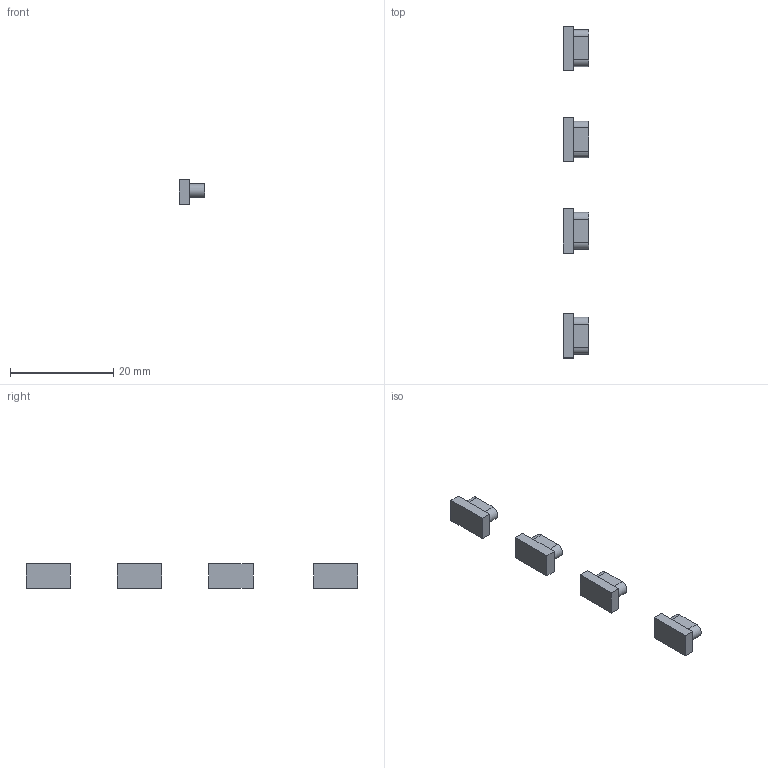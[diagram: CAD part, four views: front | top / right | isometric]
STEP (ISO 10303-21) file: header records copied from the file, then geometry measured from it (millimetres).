
FILE_DESCRIPTION (( 'STEP AP203' ), '1' );
FILE_NAME ('Paperd.ink_rev4_switch.STEP', '2021-08-23T10:19:49', ( '' ), ( '' ), 'SwSTEP 2.0', 'SolidWorks 2019', '' );
FILE_SCHEMA (( 'CONFIG_CONTROL_DESIGN' ));
Length unit declared in the file: millimetre
Products named in the file (1): Paperd.ink_rev4_switch
Bounding box: 5 x 64.23 x 4.8 mm (x, y, z)
Volume: 534.4 mm3; surface area: 750.7 mm2
Topology: 4 solids, 4 shells, 44 faces, 96 edges, 64 vertices
Faces by surface type: plane 36, cylinder 8
Entity records: 1267 total; most frequent: CARTESIAN_POINT 205, DIRECTION 202, ORIENTED_EDGE 192, EDGE_CURVE 96, VECTOR 80, LINE 80, VERTEX_POINT 64, AXIS2_PLACEMENT_3D 61
